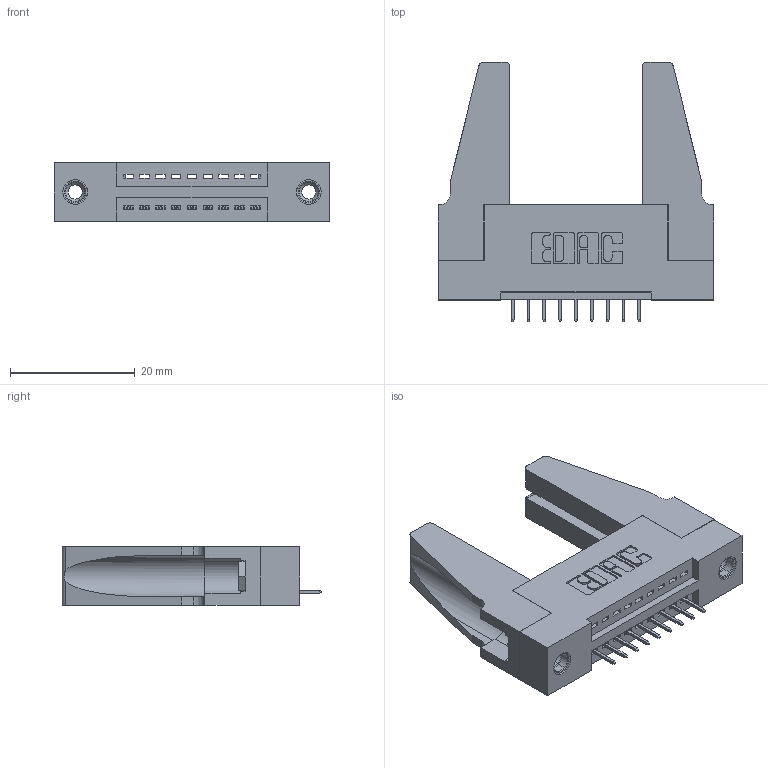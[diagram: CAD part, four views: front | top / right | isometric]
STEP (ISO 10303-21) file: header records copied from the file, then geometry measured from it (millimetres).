
FILE_DESCRIPTION (( 'STEP AP203' ), '1' );
FILE_NAME ('395-009-525-188.STEP', '2020-09-23T05:26:31', ( '' ), ( '' ), 'SwSTEP 2.0', 'SolidWorks 2020', '' );
FILE_SCHEMA (( 'CONFIG_CONTROL_DESIGN' ));
Length unit declared in the file: inch
Products named in the file (5): 345-220-078_345-220-088; 395-009-525-188; 345 Part_Flush Mounting Lugs - 0.156 Dia-TH; 345-292-001_345-293-125; 345-250-001_345-250-001-102
Assembly tree (14 placements, depth 2):
  395-009-525-188
    345 Part_Flush Mounting Lugs - 0.156 Dia-TH
    345-292-001_345-293-125  x9
    345-250-001_345-250-001-102  x2
    345-220-078_345-220-088  x2
Bounding box: 44.09 x 41.58 x 9.4 mm (x, y, z)
Volume: 7133.6 mm3; surface area: 7715.8 mm2
Topology: 14 solids, 14 shells, 808 faces, 2275 edges, 1470 vertices
Faces by surface type: plane 566, cylinder 226, cone 12, torus 4
Entity records: 13438 total; most frequent: CARTESIAN_POINT 2317, ORIENTED_EDGE 2220, DIRECTION 2080, EDGE_CURVE 1110, VECTOR 904, LINE 904, VERTEX_POINT 730, AXIS2_PLACEMENT_3D 588
